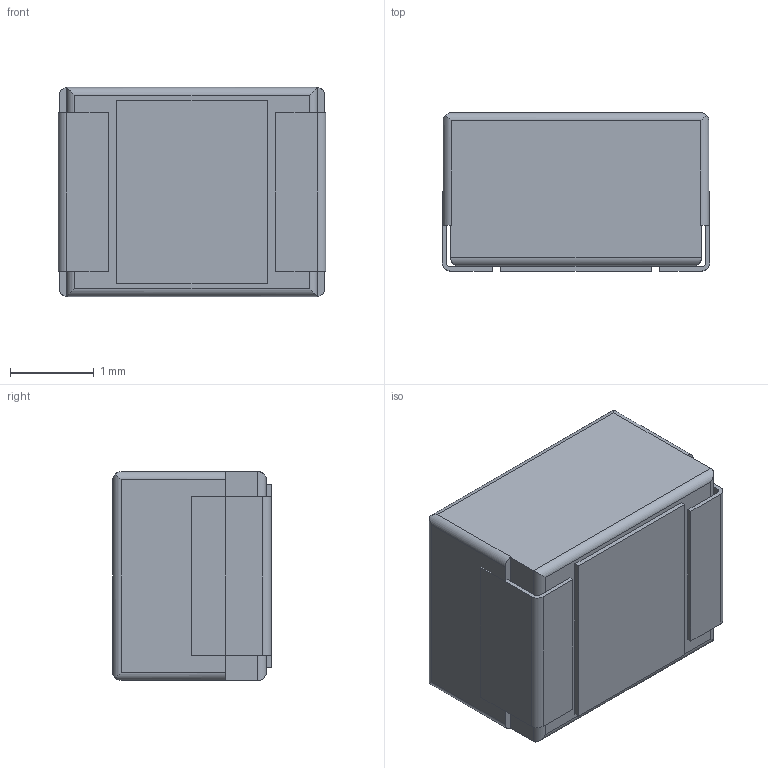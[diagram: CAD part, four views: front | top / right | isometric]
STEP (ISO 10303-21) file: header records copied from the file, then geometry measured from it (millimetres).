
FILE_DESCRIPTION (( 'STEP AP214' ), '1' );
FILE_NAME ('User Library-3225.STEP', '2015-11-29T09:02:31', ( 'Windows User' ), ( '' ), 'SwSTEP 2.0', 'SolidWorks 2016', '' );
FILE_SCHEMA (( 'AUTOMOTIVE_DESIGN' ));
Length unit declared in the file: millimetre
Products named in the file (4): User Library-3225_Component1; User Library-3225; User Library-3225_Component3; User Library-3225_Component2
Assembly tree (3 placements, depth 2):
  User Library-3225
    User Library-3225_Component1
    User Library-3225_Component2
    User Library-3225_Component3
Bounding box: 3.2 x 1.9 x 2.5 mm (x, y, z)
Volume: 14.8 mm3; surface area: 47.7 mm2
Topology: 3 solids, 3 shells, 47 faces, 124 edges, 84 vertices
Faces by surface type: plane 31, cylinder 16
Entity records: 2136 total; most frequent: CARTESIAN_POINT 357, ORIENTED_EDGE 248, DIRECTION 206, EDGE_CURVE 124, VECTOR 84, LINE 84, VERTEX_POINT 84, AXIS2_PLACEMENT_3D 61
